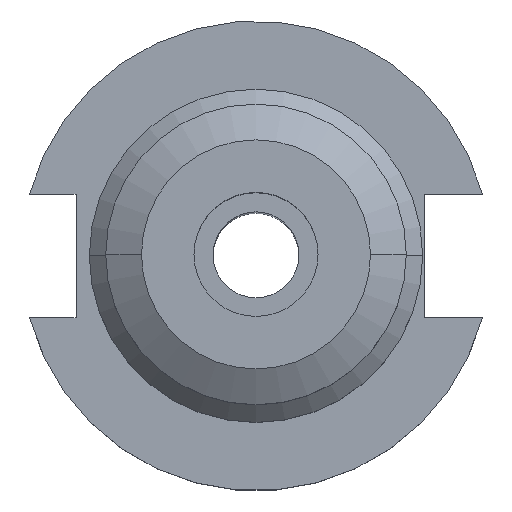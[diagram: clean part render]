
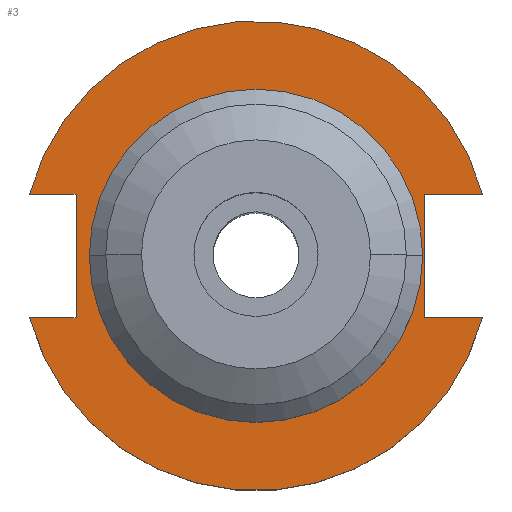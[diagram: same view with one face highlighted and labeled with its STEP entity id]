
A CAD part, top view. The second image highlights one B-rep face of the part: STEP entity #3.
In plain terms, the highlighted planar face has unit normal (0, 0, 1).
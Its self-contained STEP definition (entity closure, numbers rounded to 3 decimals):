
#3 = ADVANCED_FACE ( 'NONE', ( #219, #476 ), #1716, .T. ) ;
#11 = EDGE_CURVE ( 'NONE', #1296, #340, #1560, .T. ) ;
#37 = LINE ( 'NONE', #532, #211 ) ;
#47 = VERTEX_POINT ( 'NONE', #273 ) ;
#73 = EDGE_CURVE ( 'NONE', #1530, #1073, #576, .T. ) ;
#75 = EDGE_CURVE ( 'NONE', #1646, #47, #671, .T. ) ;
#79 = DIRECTION ( 'NONE',  ( 1., 0., 0. ) ) ;
#89 = DIRECTION ( 'NONE',  ( 1., 0., 0. ) ) ;
#110 = EDGE_CURVE ( 'NONE', #1073, #1530, #309, .T. ) ;
#114 = ORIENTED_EDGE ( 'NONE', *, *, #312, .T. ) ;
#137 = DIRECTION ( 'NONE',  ( 1., 0., 0. ) ) ;
#183 = EDGE_CURVE ( 'NONE', #1296, #1915, #818, .T. ) ;
#205 = CIRCLE ( 'NONE', #495, 49.212 ) ;
#211 = VECTOR ( 'NONE', #699, 1000. ) ;
#219 = FACE_BOUND ( 'NONE', #1652, .T. ) ;
#259 = VECTOR ( 'NONE', #1186, 1000. ) ;
#273 = CARTESIAN_POINT ( 'NONE',  ( 35.306, 12.954, 19.05 ) ) ;
#294 = DIRECTION ( 'NONE',  ( 1., 0., 0. ) ) ;
#309 = CIRCLE ( 'NONE', #1639, 34.925 ) ;
#312 = EDGE_CURVE ( 'NONE', #1646, #1269, #205, .T. ) ;
#340 = VERTEX_POINT ( 'NONE', #1394 ) ;
#348 = CARTESIAN_POINT ( 'NONE',  ( 0., 49.212, 19.05 ) ) ;
#349 = EDGE_CURVE ( 'NONE', #47, #1386, #655, .T. ) ;
#431 = DIRECTION ( 'NONE',  ( 1., 0., 0. ) ) ;
#443 = CARTESIAN_POINT ( 'NONE',  ( 0., 0., 19.05 ) ) ;
#476 = FACE_OUTER_BOUND ( 'NONE', #1655, .T. ) ;
#494 = CARTESIAN_POINT ( 'NONE',  ( 0., 0., 19.05 ) ) ;
#495 = AXIS2_PLACEMENT_3D ( 'NONE', #494, #1691, #1517 ) ;
#505 = VERTEX_POINT ( 'NONE', #1010 ) ;
#520 = CARTESIAN_POINT ( 'NONE',  ( 35.306, 12.954, 19.05 ) ) ;
#532 = CARTESIAN_POINT ( 'NONE',  ( -37.719, 12.954, 19.05 ) ) ;
#543 = VECTOR ( 'NONE', #1143, 1000. ) ;
#548 = ORIENTED_EDGE ( 'NONE', *, *, #183, .F. ) ;
#567 = DIRECTION ( 'NONE',  ( -1., 0., 0. ) ) ;
#569 = CARTESIAN_POINT ( 'NONE',  ( -47.477, -12.954, 19.05 ) ) ;
#576 = CIRCLE ( 'NONE', #877, 34.925 ) ;
#640 = CARTESIAN_POINT ( 'NONE',  ( -37.719, -12.954, 19.05 ) ) ;
#655 = LINE ( 'NONE', #520, #543 ) ;
#658 = VECTOR ( 'NONE', #567, 1000. ) ;
#659 = CARTESIAN_POINT ( 'NONE',  ( -34.925, 0., 19.05 ) ) ;
#671 = LINE ( 'NONE', #1661, #259 ) ;
#699 = DIRECTION ( 'NONE',  ( 0., 1., 0. ) ) ;
#705 = DIRECTION ( 'NONE',  ( 1., 0., 0. ) ) ;
#707 = ORIENTED_EDGE ( 'NONE', *, *, #11, .T. ) ;
#741 = CARTESIAN_POINT ( 'NONE',  ( 0., 0., 19.05 ) ) ;
#742 = CARTESIAN_POINT ( 'NONE',  ( 35.306, -12.954, 19.05 ) ) ;
#748 = DIRECTION ( 'NONE',  ( 0., 0., 1. ) ) ;
#751 = EDGE_CURVE ( 'NONE', #505, #1269, #1764, .T. ) ;
#790 = CARTESIAN_POINT ( 'NONE',  ( 34.925, 0., 19.05 ) ) ;
#818 = LINE ( 'NONE', #1033, #1457 ) ;
#824 = CARTESIAN_POINT ( 'NONE',  ( 47.477, 12.954, 19.05 ) ) ;
#855 = ORIENTED_EDGE ( 'NONE', *, *, #73, .F. ) ;
#877 = AXIS2_PLACEMENT_3D ( 'NONE', #741, #748, #294 ) ;
#942 = AXIS2_PLACEMENT_3D ( 'NONE', #348, #1399, #89 ) ;
#1003 = EDGE_CURVE ( 'NONE', #1915, #505, #37, .T. ) ;
#1010 = CARTESIAN_POINT ( 'NONE',  ( -37.719, 12.954, 19.05 ) ) ;
#1032 = VECTOR ( 'NONE', #79, 1000. ) ;
#1033 = CARTESIAN_POINT ( 'NONE',  ( -63.719, -12.954, 19.05 ) ) ;
#1073 = VERTEX_POINT ( 'NONE', #659 ) ;
#1143 = DIRECTION ( 'NONE',  ( 0., -1., 0. ) ) ;
#1186 = DIRECTION ( 'NONE',  ( -1., 0., 0. ) ) ;
#1269 = VERTEX_POINT ( 'NONE', #1786 ) ;
#1296 = VERTEX_POINT ( 'NONE', #569 ) ;
#1306 = ORIENTED_EDGE ( 'NONE', *, *, #110, .F. ) ;
#1386 = VERTEX_POINT ( 'NONE', #742 ) ;
#1394 = CARTESIAN_POINT ( 'NONE',  ( 47.477, -12.954, 19.05 ) ) ;
#1399 = DIRECTION ( 'NONE',  ( 0., 0., 1. ) ) ;
#1457 = VECTOR ( 'NONE', #137, 1000. ) ;
#1458 = ORIENTED_EDGE ( 'NONE', *, *, #75, .F. ) ;
#1477 = ORIENTED_EDGE ( 'NONE', *, *, #751, .F. ) ;
#1490 = DIRECTION ( 'NONE',  ( 0., 0., 1. ) ) ;
#1517 = DIRECTION ( 'NONE',  ( 1., 0., 0. ) ) ;
#1530 = VERTEX_POINT ( 'NONE', #790 ) ;
#1534 = AXIS2_PLACEMENT_3D ( 'NONE', #1605, #1618, #705 ) ;
#1560 = CIRCLE ( 'NONE', #1534, 49.212 ) ;
#1583 = CARTESIAN_POINT ( 'NONE',  ( 35.306, -12.954, 19.05 ) ) ;
#1605 = CARTESIAN_POINT ( 'NONE',  ( 0., 0., 19.05 ) ) ;
#1609 = ORIENTED_EDGE ( 'NONE', *, *, #349, .F. ) ;
#1613 = EDGE_CURVE ( 'NONE', #1386, #340, #1968, .T. ) ;
#1615 = CARTESIAN_POINT ( 'NONE',  ( -63.719, 12.954, 19.05 ) ) ;
#1618 = DIRECTION ( 'NONE',  ( 0., 0., 1. ) ) ;
#1639 = AXIS2_PLACEMENT_3D ( 'NONE', #443, #1490, #431 ) ;
#1646 = VERTEX_POINT ( 'NONE', #824 ) ;
#1652 = EDGE_LOOP ( 'NONE', ( #855, #1306 ) ) ;
#1655 = EDGE_LOOP ( 'NONE', ( #707, #1730, #1609, #1458, #114, #1477, #1857, #548 ) ) ;
#1661 = CARTESIAN_POINT ( 'NONE',  ( 35.306, 12.954, 19.05 ) ) ;
#1691 = DIRECTION ( 'NONE',  ( 0., 0., 1. ) ) ;
#1716 = PLANE ( 'NONE',  #942 ) ;
#1730 = ORIENTED_EDGE ( 'NONE', *, *, #1613, .F. ) ;
#1764 = LINE ( 'NONE', #1615, #658 ) ;
#1786 = CARTESIAN_POINT ( 'NONE',  ( -47.477, 12.954, 19.05 ) ) ;
#1857 = ORIENTED_EDGE ( 'NONE', *, *, #1003, .F. ) ;
#1915 = VERTEX_POINT ( 'NONE', #640 ) ;
#1968 = LINE ( 'NONE', #1583, #1032 ) ;
